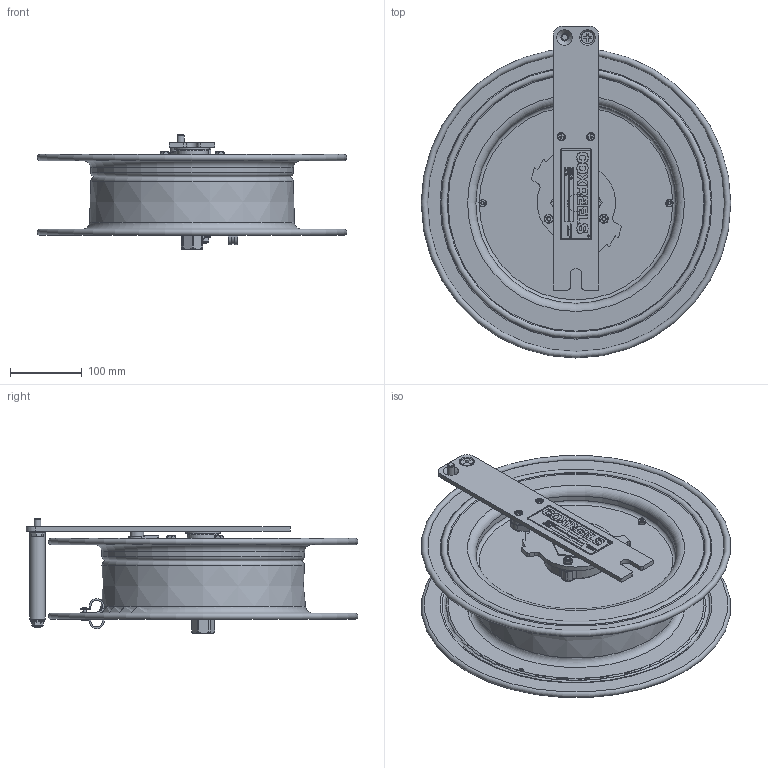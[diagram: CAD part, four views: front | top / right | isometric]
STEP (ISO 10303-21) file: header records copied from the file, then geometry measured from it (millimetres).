
FILE_DESCRIPTION(/* description */ (''),/* implementation_level */ '2;1');
FILE_NAME(/* name */ 'EZ-SR17-L350_SHARED.stp',/* time_stamp */ '2020-04-16T10:59:05-07:00',/* author */ ('NMelton'),/* organization */ (''),/* preprocessor_version */ 'ST-DEVELOPER v17',/* originating_system */ 'Autodesk Inventor 2019',/* authorisation */ '');
FILE_SCHEMA (('AUTOMOTIVE_DESIGN { 1 0 10303 214 3 1 1 }'));
Products named in the file (1): EZ-SR17-L350_SHARED
Bounding box: 431.8 x 462.91 x 159.64 mm (x, y, z)
Surface area: 889460.1 mm2 (no closed solid volume)
Topology: 0 solids, 112 shells, 2312 faces, 9819 edges, 7284 vertices
Faces by surface type: plane 1200, bspline 494, cylinder 426, cone 133, torus 51, sphere 8
Full cylindrical faces by diameter (mm): 2.159 x2, 2.54 x1, 3.048 x1, 3.962 x2, 4.826 x6, 5.182 x2, 5.588 x4, 8.89 x2, 9.525 x1, 10.312 x1, 12.548 x1, 12.7 x1, 12.859 x1, 14.859 x1, 17.882 x1, 18.034 x1, 19.05 x3, 20.574 x1, 20.625 x2, 21.336 x1, 39.624 x1, 44.044 x1, 48.26 x1, 273.05 x1
Entity records: 111546 total; most frequent: CARTESIAN_POINT 36193, ORIENTED_EDGE 14399, DIRECTION 12450, EDGE_CURVE 9809, VERTEX_POINT 7284, LINE 5780, VECTOR 5780, AXIS2_PLACEMENT_3D 3335
